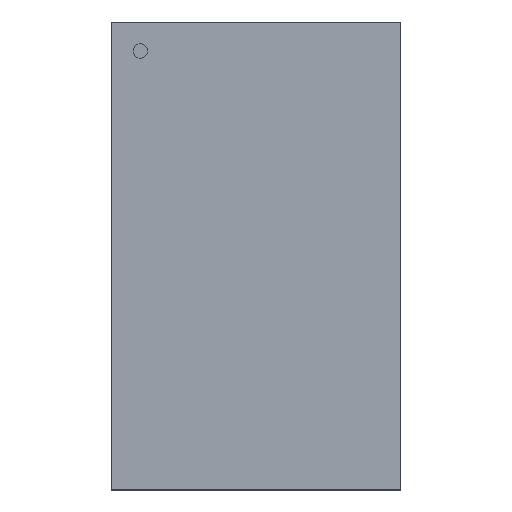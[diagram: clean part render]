
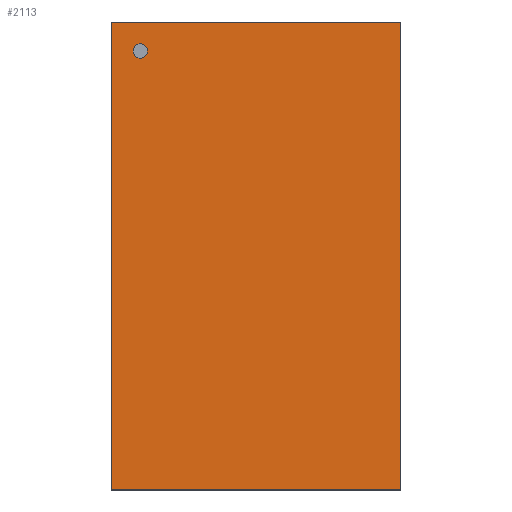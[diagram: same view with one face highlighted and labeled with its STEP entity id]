
A CAD part, top view. The second image highlights one B-rep face of the part: STEP entity #2113.
In plain terms, the highlighted planar face has unit normal (0, 0, 1).
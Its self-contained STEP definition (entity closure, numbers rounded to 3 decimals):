
#1889=CARTESIAN_POINT('',(4.051,-6.553,1.194));
#1888=VERTEX_POINT('',#1889);
#1899=CARTESIAN_POINT('',(-4.051,-6.553,1.194));
#1898=VERTEX_POINT('',#1899);
#1897=EDGE_CURVE('',#1898,#1888,#1902,.T.);
#1902=LINE('',#1899,#1904);
#1904=VECTOR('',#1905,8.103);
#1905=DIRECTION('',(1.0,0.0,0.0));
#1938=CARTESIAN_POINT('',(4.051,6.553,1.194));
#1937=VERTEX_POINT('',#1938);
#1946=EDGE_CURVE('',#1888,#1937,#1951,.T.);
#1951=LINE('',#1889,#1953);
#1953=VECTOR('',#1954,13.106);
#1954=DIRECTION('',(0.0,1.0,0.0));
#1987=CARTESIAN_POINT('',(-4.051,6.553,1.194));
#1986=VERTEX_POINT('',#1987);
#1995=EDGE_CURVE('',#1937,#1986,#2000,.T.);
#2000=LINE('',#1938,#2002);
#2002=VECTOR('',#2003,8.103);
#2003=DIRECTION('',(-1.0,0.0,0.0));
#2044=EDGE_CURVE('',#1986,#1898,#2049,.T.);
#2049=LINE('',#1987,#2051);
#2051=VECTOR('',#2052,13.106);
#2052=DIRECTION('',(0.0,-1.0,0.0));
#2113=ADVANCED_FACE('',(#2119),#2114,.T.);
#2114=PLANE('',#2115);
#2115=AXIS2_PLACEMENT_3D('',#2116,#2117,#2118);
#2116=CARTESIAN_POINT('',(-4.051,-6.553,1.194));
#2117=DIRECTION('',(0.0,0.0,1.0));
#2118=DIRECTION('',(0.,1.,0.));
#2119=FACE_OUTER_BOUND('',#2120,.T.);
#2120=EDGE_LOOP('',(#2121,#2131,#2141,#2151));
#2121=ORIENTED_EDGE('',*,*,#1897,.T.);
#2131=ORIENTED_EDGE('',*,*,#1946,.T.);
#2141=ORIENTED_EDGE('',*,*,#1995,.T.);
#2151=ORIENTED_EDGE('',*,*,#2044,.T.);
